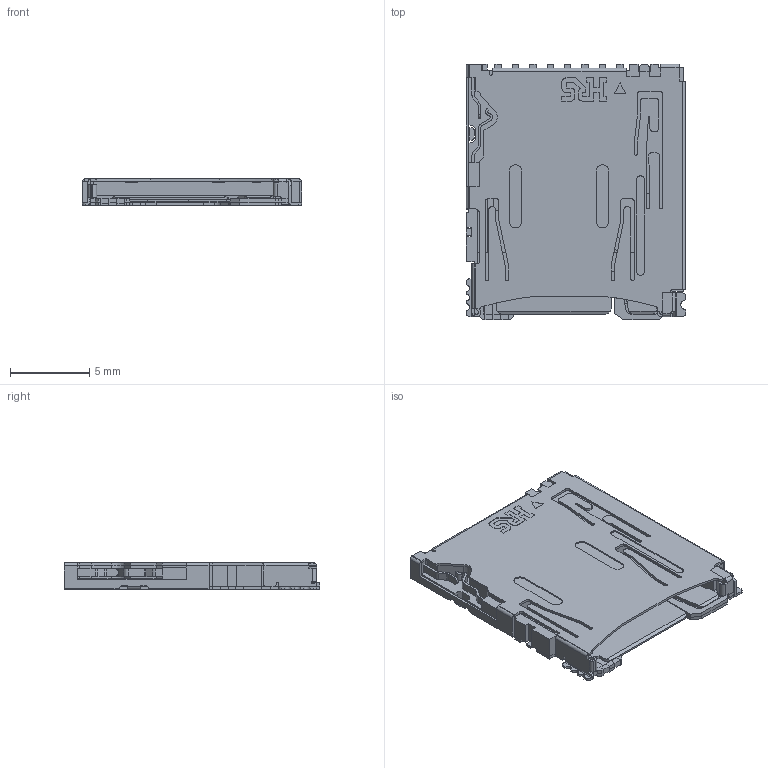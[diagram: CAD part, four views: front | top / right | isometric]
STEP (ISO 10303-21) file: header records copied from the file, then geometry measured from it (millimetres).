
FILE_DESCRIPTION(/* description */ (''),/* implementation_level */ '2;1');
FILE_NAME(/* name */ '2.stp',/* time_stamp */ '2021-05-13T11:57:24+02:00',/* author */ ('k'),/* organization */ (''),/* preprocessor_version */ 'ST-DEVELOPER v15.6',/* originating_system */ 'Autodesk Inventor 2015',/* authorisation */ '');
FILE_SCHEMA (('AUTOMOTIVE_DESIGN { 1 0 10303 214 3 1 1 }'));
Products named in the file (21): 1; 2; 3; 4; 5; 6; 7; 8; 9; 10; 11; 12; 13; 14; 15; 16; DM3AT-SF-PEJM5; 17; Hirose Logo adjastable
Bounding box: 13.85 x 16.15 x 1.68 mm (x, y, z)
Volume: 232.2 mm3; surface area: 1561.9 mm2
Topology: 55 solids, 55 shells, 1204 faces, 3255 edges, 2164 vertices
Faces by surface type: plane 919, cylinder 285
Full cylindrical faces by diameter (mm): 1 x3
Entity records: 38160 total; most frequent: CARTESIAN_POINT 6692, ORIENTED_EDGE 6506, DIRECTION 6310, EDGE_CURVE 3252, LINE 2674, VECTOR 2674, VERTEX_POINT 2164, AXIS2_PLACEMENT_3D 1818
